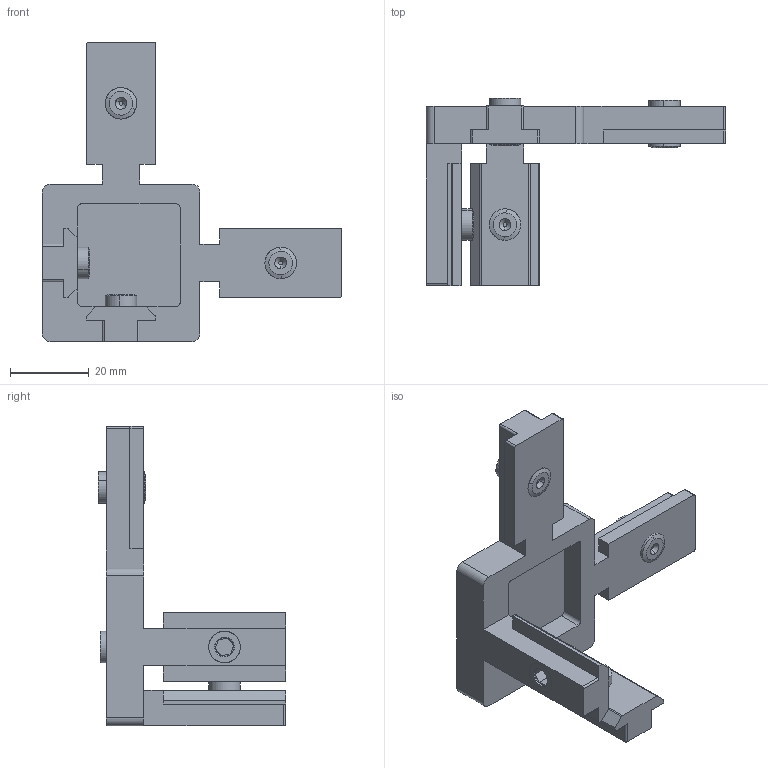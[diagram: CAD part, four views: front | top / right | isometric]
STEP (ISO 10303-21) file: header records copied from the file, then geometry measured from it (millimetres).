
FILE_DESCRIPTION (( 'STEP AP214' ), '1' );
FILE_NAME ('SNSD.30.51.57 3-õ ñòîðîííèé ñîåäèíèòåëü 40õ40, ïàç 10(B06).STEP', '2015-04-28T11:26:31', ( 'XTreme.ws' ), ( 'XTreme.ws' ), 'SwSTEP 2.0', 'SolidWorks 2014', '' );
FILE_SCHEMA (( 'AUTOMOTIVE_DESIGN' ));
Length unit declared in the file: millimetre
Products named in the file (8): SNSD.30.52.38. 3-õ ñòîðîííèé ñîåäèíèòåëü 30õ30, ïàç 8(D62)B06; SNSD.30.52.38 鎔艜B06; SNSD.30.51.57 3-õ ñòîðîííèé ñîåäèíèòåëü 40õ40, ïàç 10(B06); SNSD.30.52.38. 3-õ ñòîðîííèé ñîåäèíèòåëü 30õ30, ïàç 8(D62)B06_00; SNSD.30.52.38 鎔艜B06_00
Assembly tree (5 placements, depth 2):
  SNSD.30.52.38. 3-õ ñòîðîííèé ñîåäèíèòåëü 30õ30, ïàç 8(D62)B06
  SNSD.30.52.38 鎔艜B06
  SNSD.30.52.38 鎔艜B06
  SNSD.30.52.38 鎔艜B06
  SNSD.30.52.38 鎔艜B06
Bounding box: 76 x 47.5 x 76 mm (x, y, z)
Volume: 27543.3 mm3; surface area: 14948.6 mm2
Topology: 5 solids, 5 shells, 209 faces, 541 edges, 350 vertices
Faces by surface type: plane 118, cylinder 51, cone 32, torus 8
Entity records: 4450 total; most frequent: CARTESIAN_POINT 761, DIRECTION 733, ORIENTED_EDGE 710, EDGE_CURVE 355, AXIS2_PLACEMENT_3D 250, LINE 233, VECTOR 233, VERTEX_POINT 230
